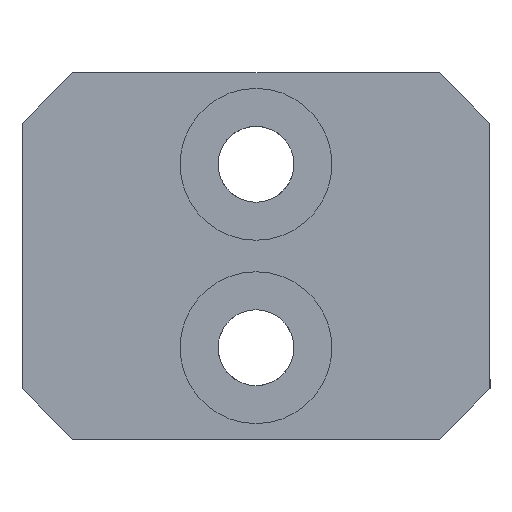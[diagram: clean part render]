
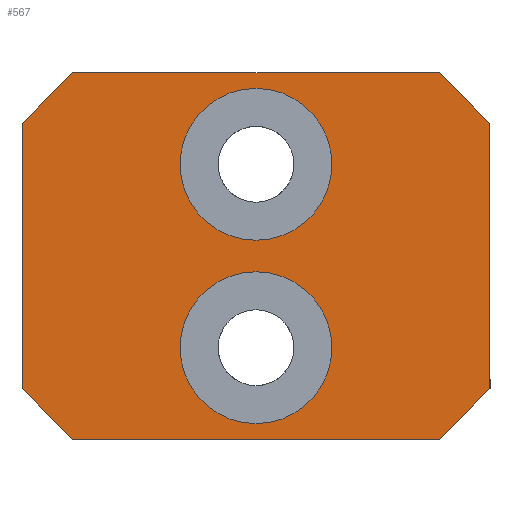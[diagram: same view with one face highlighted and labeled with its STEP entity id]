
A CAD part, front view. The second image highlights one B-rep face of the part: STEP entity #567.
In plain terms, the highlighted face is planar.
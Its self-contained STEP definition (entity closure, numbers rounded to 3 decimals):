
#31=LINE('',#805,#75);
#34=LINE('',#811,#78);
#40=LINE('',#824,#84);
#41=LINE('',#826,#85);
#45=LINE('',#835,#89);
#47=LINE('',#842,#91);
#48=LINE('',#844,#92);
#49=LINE('',#845,#93);
#75=VECTOR('',#659,1000.);
#78=VECTOR('',#664,1000.);
#84=VECTOR('',#672,1000.);
#85=VECTOR('',#675,1000.);
#89=VECTOR('',#681,1000.);
#91=VECTOR('',#689,1000.);
#92=VECTOR('',#690,1000.);
#93=VECTOR('',#691,1000.);
#123=PLANE('',#616);
#141=CIRCLE('',#617,3.);
#142=CIRCLE('',#618,3.);
#173=ORIENTED_EDGE('',*,*,#330,.F.);
#174=ORIENTED_EDGE('',*,*,#331,.F.);
#175=ORIENTED_EDGE('',*,*,#332,.T.);
#176=ORIENTED_EDGE('',*,*,#317,.F.);
#177=ORIENTED_EDGE('',*,*,#323,.T.);
#178=ORIENTED_EDGE('',*,*,#333,.T.);
#179=ORIENTED_EDGE('',*,*,#324,.T.);
#180=ORIENTED_EDGE('',*,*,#314,.T.);
#181=ORIENTED_EDGE('',*,*,#328,.T.);
#182=ORIENTED_EDGE('',*,*,#334,.T.);
#314=EDGE_CURVE('',#395,#394,#31,.T.);
#317=EDGE_CURVE('',#397,#398,#34,.T.);
#323=EDGE_CURVE('',#397,#402,#40,.F.);
#324=EDGE_CURVE('',#403,#395,#41,.F.);
#328=EDGE_CURVE('',#394,#405,#45,.F.);
#330=EDGE_CURVE('',#407,#407,#141,.T.);
#331=EDGE_CURVE('',#408,#408,#142,.T.);
#332=EDGE_CURVE('',#409,#398,#47,.F.);
#333=EDGE_CURVE('',#402,#403,#48,.T.);
#334=EDGE_CURVE('',#405,#409,#49,.T.);
#394=VERTEX_POINT('',#804);
#395=VERTEX_POINT('',#806);
#397=VERTEX_POINT('',#812);
#398=VERTEX_POINT('',#813);
#402=VERTEX_POINT('',#823);
#403=VERTEX_POINT('',#827);
#405=VERTEX_POINT('',#833);
#407=VERTEX_POINT('',#839);
#408=VERTEX_POINT('',#841);
#409=VERTEX_POINT('',#843);
#480=EDGE_LOOP('',(#173));
#481=EDGE_LOOP('',(#174));
#482=EDGE_LOOP('',(#175,#176,#177,#178,#179,#180,#181,#182));
#522=FACE_BOUND('',#480,.T.);
#523=FACE_BOUND('',#481,.T.);
#524=FACE_BOUND('',#482,.T.);
#567=ADVANCED_FACE('',(#522,#523,#524),#123,.T.);
#616=AXIS2_PLACEMENT_3D('',#837,#683,#684);
#617=AXIS2_PLACEMENT_3D('',#838,#685,#686);
#618=AXIS2_PLACEMENT_3D('',#840,#687,#688);
#659=DIRECTION('',(0.,0.,-1.));
#664=DIRECTION('',(0.,0.,-1.));
#672=DIRECTION('',(0.,-0.707,-0.707));
#675=DIRECTION('',(0.,-0.707,0.707));
#681=DIRECTION('',(0.,0.707,0.707));
#683=DIRECTION('',(-1.,0.,0.));
#684=DIRECTION('',(0.,0.,1.));
#685=DIRECTION('',(-1.,0.,0.));
#686=DIRECTION('',(0.,0.,1.));
#687=DIRECTION('',(-1.,0.,0.));
#688=DIRECTION('',(0.,0.,1.));
#689=DIRECTION('',(0.,0.707,-0.707));
#690=DIRECTION('',(0.,1.,0.));
#691=DIRECTION('',(0.,-1.,0.));
#804=CARTESIAN_POINT('',(82.6,9.25,12.7));
#805=CARTESIAN_POINT('',(82.6,9.25,25.2));
#806=CARTESIAN_POINT('',(82.6,9.25,23.2));
#811=CARTESIAN_POINT('',(82.6,-9.25,25.2));
#812=CARTESIAN_POINT('',(82.6,-9.25,23.2));
#813=CARTESIAN_POINT('',(82.6,-9.25,12.7));
#823=CARTESIAN_POINT('',(82.6,-7.25,25.2));
#824=CARTESIAN_POINT('',(82.6,-3.625,28.825));
#826=CARTESIAN_POINT('',(82.6,3.625,28.825));
#827=CARTESIAN_POINT('',(82.6,7.25,25.2));
#833=CARTESIAN_POINT('',(82.6,7.25,10.7));
#835=CARTESIAN_POINT('',(82.6,7.25,10.7));
#837=CARTESIAN_POINT('',(82.6,0.,25.2));
#838=CARTESIAN_POINT('',(82.6,0.,14.325));
#839=CARTESIAN_POINT('',(82.6,0.,17.325));
#840=CARTESIAN_POINT('',(82.6,0.,21.575));
#841=CARTESIAN_POINT('',(82.6,0.,24.575));
#842=CARTESIAN_POINT('',(82.6,-7.25,10.7));
#843=CARTESIAN_POINT('',(82.6,-7.25,10.7));
#844=CARTESIAN_POINT('',(82.6,0.,25.2));
#845=CARTESIAN_POINT('',(82.6,0.,10.7));
